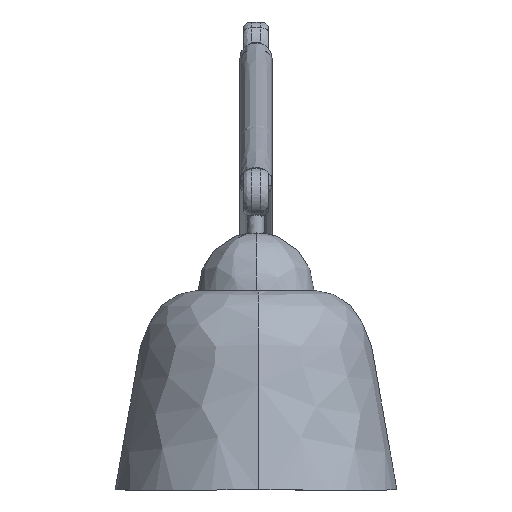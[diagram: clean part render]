
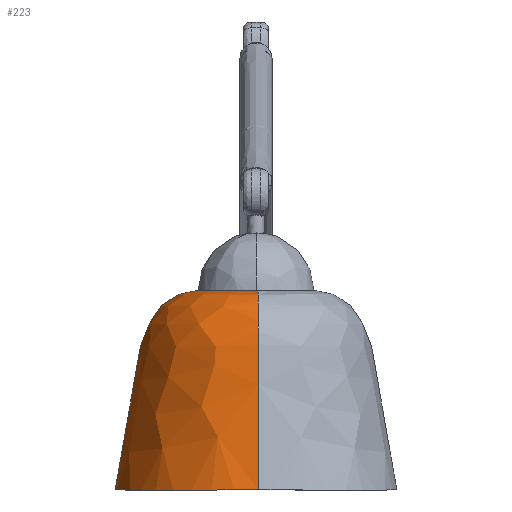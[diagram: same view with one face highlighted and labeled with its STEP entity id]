
A CAD part, front view. The second image highlights one B-rep face of the part: STEP entity #223.
In plain terms, the highlighted free-form (B-spline) face has degree [2, 2] with [5, 7] control points.
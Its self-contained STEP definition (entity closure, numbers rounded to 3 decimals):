
#223=ADVANCED_FACE('',(#280),#1040,.T.);
#280=FACE_OUTER_BOUND('',#337,.T.);
#337=EDGE_LOOP('',(#555,#556,#557,#558));
#555=ORIENTED_EDGE('',*,*,#711,.T.);
#556=ORIENTED_EDGE('',*,*,#708,.T.);
#557=ORIENTED_EDGE('',*,*,#709,.T.);
#558=ORIENTED_EDGE('',*,*,#710,.F.);
#708=EDGE_CURVE('',#973,#974,#823,.T.);
#709=EDGE_CURVE('',#974,#976,#824,.T.);
#710=EDGE_CURVE('',#975,#976,#825,.T.);
#711=EDGE_CURVE('',#975,#973,#826,.T.);
#823=(
BOUNDED_CURVE()
B_SPLINE_CURVE(2,(#2943,#2944,#2945,#2946,#2947,#2948,#2949),
 .UNSPECIFIED.,.F.,.F.)
B_SPLINE_CURVE_WITH_KNOTS((3,2,2,3),(0.,332.773,441.318,
549.862),.UNSPECIFIED.)
CURVE()
GEOMETRIC_REPRESENTATION_ITEM()
RATIONAL_B_SPLINE_CURVE((1.,1.,1.,0.942,1.,0.942,
1.))
REPRESENTATION_ITEM('')
);
#824=(
BOUNDED_CURVE()
B_SPLINE_CURVE(2,(#2950,#2951,#2952,#2953,#2954),.UNSPECIFIED.,.F.,.F.)
B_SPLINE_CURVE_WITH_KNOTS((3,2,3),(-144.684,-108.513,
-72.342),.UNSPECIFIED.)
CURVE()
GEOMETRIC_REPRESENTATION_ITEM()
RATIONAL_B_SPLINE_CURVE((1.,0.707,1.,0.707,1.))
REPRESENTATION_ITEM('')
);
#825=(
BOUNDED_CURVE()
B_SPLINE_CURVE(2,(#2955,#2956,#2957,#2958,#2959,#2960,#2961),
 .UNSPECIFIED.,.F.,.F.)
B_SPLINE_CURVE_WITH_KNOTS((3,2,2,3),(0.,332.773,441.318,
549.862),.UNSPECIFIED.)
CURVE()
GEOMETRIC_REPRESENTATION_ITEM()
RATIONAL_B_SPLINE_CURVE((1.,1.,1.,0.942,1.,0.942,
1.))
REPRESENTATION_ITEM('')
);
#826=(
BOUNDED_CURVE()
B_SPLINE_CURVE(2,(#2962,#2963,#2964,#2965,#2966),.UNSPECIFIED.,.F.,.F.)
B_SPLINE_CURVE_WITH_KNOTS((3,2,3),(72.342,108.513,144.684),
 .UNSPECIFIED.)
CURVE()
GEOMETRIC_REPRESENTATION_ITEM()
RATIONAL_B_SPLINE_CURVE((1.,0.707,1.,0.707,1.))
REPRESENTATION_ITEM('')
);
#973=VERTEX_POINT('',#2934);
#974=VERTEX_POINT('',#2935);
#975=VERTEX_POINT('',#2936);
#976=VERTEX_POINT('',#2937);
#1040=(
BOUNDED_SURFACE()
B_SPLINE_SURFACE(2,2,((#2899,#2900,#2901,#2902,#2903,#2904,#2905),(#2906,
#2907,#2908,#2909,#2910,#2911,#2912),(#2913,#2914,#2915,#2916,#2917,#2918,
#2919),(#2920,#2921,#2922,#2923,#2924,#2925,#2926),(#2927,#2928,#2929,#2930,
#2931,#2932,#2933)),.UNSPECIFIED.,.F.,.F.,.F.)
B_SPLINE_SURFACE_WITH_KNOTS((3,2,3),(3,2,2,3),(72.342,108.513,
144.684),(0.,332.773,441.318,549.862),
 .UNSPECIFIED.)
GEOMETRIC_REPRESENTATION_ITEM()
RATIONAL_B_SPLINE_SURFACE(((1.,1.,1.,0.942,1.,0.942,
1.),(0.707,0.707,0.707,0.666,
0.707,0.666,0.707),(1.,1.,1.,0.942,
1.,0.942,1.),(0.707,0.707,0.707,
0.666,0.707,0.666,0.707),
(1.,1.,1.,0.942,1.,0.942,1.)))
REPRESENTATION_ITEM('')
SURFACE()
);
#2899=CARTESIAN_POINT('',(1.525,-852.996,-42.962));
#2900=CARTESIAN_POINT('',(1.525,-845.172,1.696));
#2901=CARTESIAN_POINT('',(1.525,-837.349,46.354));
#2902=CARTESIAN_POINT('',(1.525,-834.693,61.513));
#2903=CARTESIAN_POINT('',(1.525,-824.659,71.275));
#2904=CARTESIAN_POINT('',(1.525,-814.625,81.038));
#2905=CARTESIAN_POINT('',(1.525,-801.701,81.038));
#2906=CARTESIAN_POINT('',(-85.975,-854.521,-42.962));
#2907=CARTESIAN_POINT('',(-78.151,-846.698,1.696));
#2908=CARTESIAN_POINT('',(-70.328,-838.874,46.354));
#2909=CARTESIAN_POINT('',(-67.672,-836.219,61.513));
#2910=CARTESIAN_POINT('',(-57.638,-826.185,71.275));
#2911=CARTESIAN_POINT('',(-47.604,-816.151,81.038));
#2912=CARTESIAN_POINT('',(-34.68,-803.226,81.038));
#2913=CARTESIAN_POINT('',(-87.5,-767.021,-42.962));
#2914=CARTESIAN_POINT('',(-79.676,-767.021,1.696));
#2915=CARTESIAN_POINT('',(-71.853,-767.021,46.354));
#2916=CARTESIAN_POINT('',(-69.197,-767.021,61.513));
#2917=CARTESIAN_POINT('',(-59.163,-767.021,71.275));
#2918=CARTESIAN_POINT('',(-49.129,-767.021,81.038));
#2919=CARTESIAN_POINT('',(-36.205,-767.021,81.038));
#2920=CARTESIAN_POINT('',(-89.025,-679.521,-42.962));
#2921=CARTESIAN_POINT('',(-81.202,-687.345,1.696));
#2922=CARTESIAN_POINT('',(-73.378,-695.168,46.354));
#2923=CARTESIAN_POINT('',(-70.723,-697.824,61.513));
#2924=CARTESIAN_POINT('',(-60.689,-707.858,71.275));
#2925=CARTESIAN_POINT('',(-50.655,-717.892,81.038));
#2926=CARTESIAN_POINT('',(-37.73,-730.816,81.038));
#2927=CARTESIAN_POINT('',(-1.525,-677.996,-42.962));
#2928=CARTESIAN_POINT('',(-1.525,-685.819,1.696));
#2929=CARTESIAN_POINT('',(-1.525,-693.643,46.354));
#2930=CARTESIAN_POINT('',(-1.525,-696.299,61.513));
#2931=CARTESIAN_POINT('',(-1.525,-706.333,71.275));
#2932=CARTESIAN_POINT('',(-1.525,-716.366,81.038));
#2933=CARTESIAN_POINT('',(-1.525,-729.291,81.038));
#2934=CARTESIAN_POINT('',(-1.525,-677.996,-42.962));
#2935=CARTESIAN_POINT('',(-1.525,-729.291,81.038));
#2936=CARTESIAN_POINT('',(1.525,-852.996,-42.962));
#2937=CARTESIAN_POINT('',(1.525,-801.701,81.038));
#2943=CARTESIAN_POINT('',(-1.525,-677.996,-42.962));
#2944=CARTESIAN_POINT('',(-1.525,-685.819,1.696));
#2945=CARTESIAN_POINT('',(-1.525,-693.643,46.354));
#2946=CARTESIAN_POINT('',(-1.525,-696.299,61.513));
#2947=CARTESIAN_POINT('',(-1.525,-706.333,71.275));
#2948=CARTESIAN_POINT('',(-1.525,-716.366,81.038));
#2949=CARTESIAN_POINT('',(-1.525,-729.291,81.038));
#2950=CARTESIAN_POINT('',(-1.525,-729.291,81.038));
#2951=CARTESIAN_POINT('',(-37.73,-730.816,81.038));
#2952=CARTESIAN_POINT('',(-36.205,-767.021,81.038));
#2953=CARTESIAN_POINT('',(-34.68,-803.226,81.038));
#2954=CARTESIAN_POINT('',(1.525,-801.701,81.038));
#2955=CARTESIAN_POINT('',(1.525,-852.996,-42.962));
#2956=CARTESIAN_POINT('',(1.525,-845.172,1.696));
#2957=CARTESIAN_POINT('',(1.525,-837.349,46.354));
#2958=CARTESIAN_POINT('',(1.525,-834.693,61.513));
#2959=CARTESIAN_POINT('',(1.525,-824.659,71.275));
#2960=CARTESIAN_POINT('',(1.525,-814.625,81.038));
#2961=CARTESIAN_POINT('',(1.525,-801.701,81.038));
#2962=CARTESIAN_POINT('',(1.525,-852.996,-42.962));
#2963=CARTESIAN_POINT('',(-85.975,-854.521,-42.962));
#2964=CARTESIAN_POINT('',(-87.5,-767.021,-42.962));
#2965=CARTESIAN_POINT('',(-89.025,-679.521,-42.962));
#2966=CARTESIAN_POINT('',(-1.525,-677.996,-42.962));
